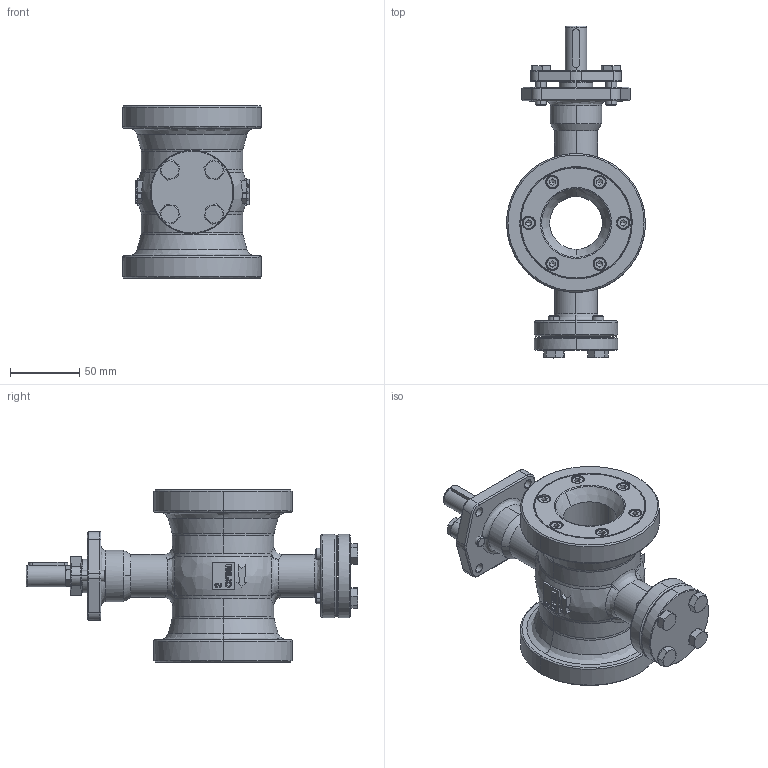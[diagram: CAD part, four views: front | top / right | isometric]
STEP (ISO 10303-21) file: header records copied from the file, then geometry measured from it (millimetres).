
FILE_DESCRIPTION (( 'STEP AP214' ), '1' );
FILE_NAME ('VX-W1-0200-XXX.step', '2019-10-18T12:35:56', ( '' ), ( '' ), 'SwSTEP 2.0', 'SolidWorks 2019', '' );
FILE_SCHEMA (( 'AUTOMOTIVE_DESIGN' ));
Length unit declared in the file: inch
Products named in the file (2): VX-W1-0200-XXX
Bounding box: 100 x 239.18 x 124 mm (x, y, z)
Surface area: 106170.8 mm2 (no closed solid volume)
Topology: 0 solids, 24 shells, 532 faces, 1464 edges, 924 vertices
Faces by surface type: plane 206, bspline 132, cylinder 100, cone 94
Entity records: 40341 total; most frequent: CARTESIAN_POINT 23544, ORIENTED_EDGE 2619, EDGE_CURVE 1444, B_SPLINE_CURVE_WITH_KNOTS 1286, VERTEX_POINT 924, DIRECTION 872, EDGE_LOOP 594, LENGTH_MEASURE_WITH_UNIT 534
